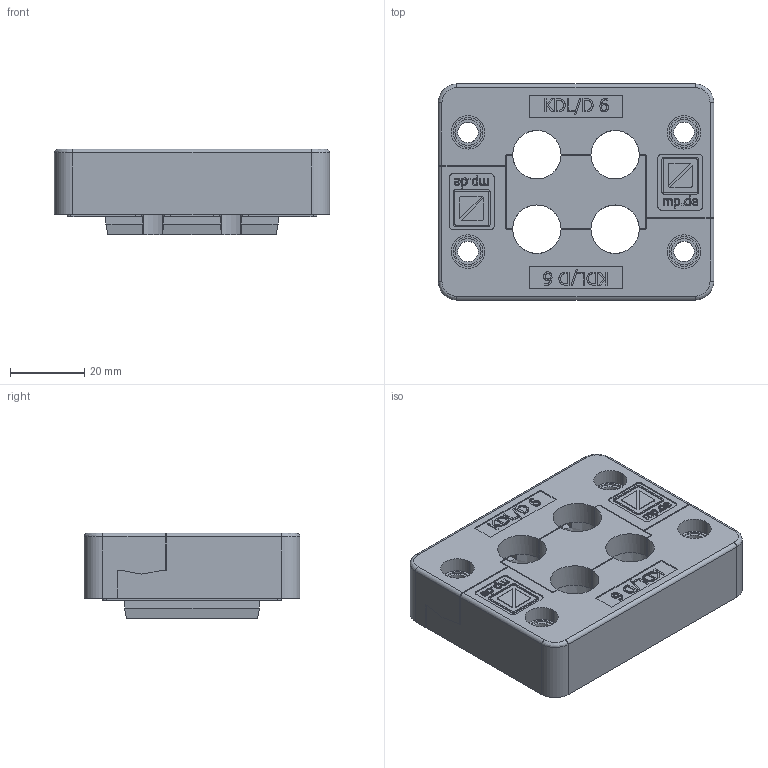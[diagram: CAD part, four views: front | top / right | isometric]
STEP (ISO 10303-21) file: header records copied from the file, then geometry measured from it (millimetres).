
FILE_DESCRIPTION (( 'STEP AP203' ), '1' );
FILE_NAME ('568333.step', '2019-11-21T17:22:23', ( '' ), ( '' ), 'SwSTEP 2.0', 'SolidWorks 2019', '' );
FILE_SCHEMA (( 'CONFIG_CONTROL_DESIGN' ));
Length unit declared in the file: inch
Products named in the file (1): 568333
Bounding box: 74 x 58 x 23 mm (x, y, z)
Volume: 58576 mm3; surface area: 34450.8 mm2
Topology: 4 solids, 8 shells, 1163 faces, 3111 edges, 2058 vertices
Faces by surface type: plane 669, bspline 245, cylinder 235, cone 14
Entity records: 38184 total; most frequent: CARTESIAN_POINT 10476, ORIENTED_EDGE 6222, DIRECTION 4815, EDGE_CURVE 3111, LINE 2093, VECTOR 2093, VERTEX_POINT 2058, AXIS2_PLACEMENT_3D 1361
